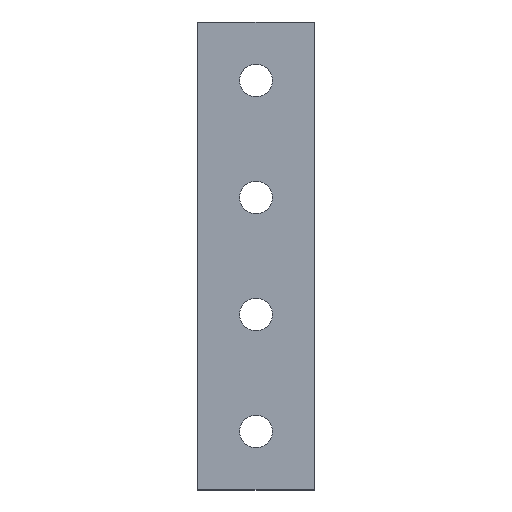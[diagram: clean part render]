
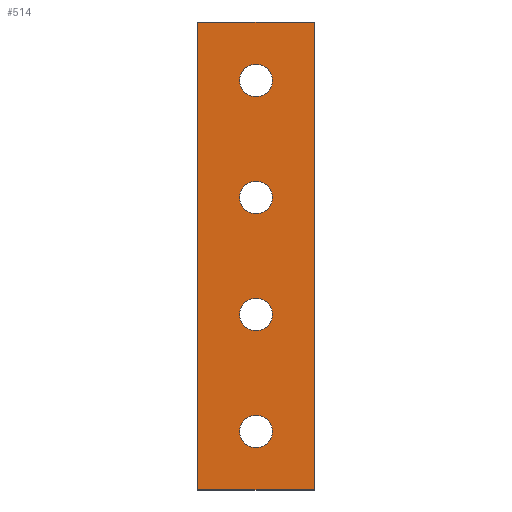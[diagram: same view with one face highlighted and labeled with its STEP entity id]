
A CAD part, top view. The second image highlights one B-rep face of the part: STEP entity #514.
In plain terms, the highlighted planar face has unit normal (0, 0, 1).
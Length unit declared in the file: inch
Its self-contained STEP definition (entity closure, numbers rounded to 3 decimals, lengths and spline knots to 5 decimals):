
#78=CARTESIAN_POINT('',(0.14,2.0,0.188));
#79=VERTEX_POINT('',#78);
#95=CARTESIAN_POINT('',(-0.14,2.0,0.188));
#96=VERTEX_POINT('',#95);
#103=CARTESIAN_POINT('',(0.0,2.0,0.188));
#104=DIRECTION('',(0.0,0.0,-1.0));
#105=DIRECTION('',(1.0,0.0,0.0));
#106=AXIS2_PLACEMENT_3D('',#103,#104,#105);
#107=CIRCLE('',#106,0.14);
#108=EDGE_CURVE('',#79,#96,#107,.T.);
#120=CARTESIAN_POINT('',(0.14,3.0,0.188));
#121=VERTEX_POINT('',#120);
#137=CARTESIAN_POINT('',(-0.14,3.0,0.188));
#138=VERTEX_POINT('',#137);
#145=CARTESIAN_POINT('',(0.0,3.0,0.188));
#146=DIRECTION('',(0.0,0.0,-1.0));
#147=DIRECTION('',(1.0,0.0,0.0));
#148=AXIS2_PLACEMENT_3D('',#145,#146,#147);
#149=CIRCLE('',#148,0.14);
#150=EDGE_CURVE('',#121,#138,#149,.T.);
#162=CARTESIAN_POINT('',(0.14,1.0,0.188));
#163=VERTEX_POINT('',#162);
#179=CARTESIAN_POINT('',(-0.14,1.0,0.188));
#180=VERTEX_POINT('',#179);
#187=CARTESIAN_POINT('',(0.0,1.0,0.188));
#188=DIRECTION('',(0.0,0.0,-1.0));
#189=DIRECTION('',(1.0,0.0,0.0));
#190=AXIS2_PLACEMENT_3D('',#187,#188,#189);
#191=CIRCLE('',#190,0.14);
#192=EDGE_CURVE('',#163,#180,#191,.T.);
#204=CARTESIAN_POINT('',(0.14,0.0,0.188));
#205=VERTEX_POINT('',#204);
#221=CARTESIAN_POINT('',(-0.14,0.,0.188));
#222=VERTEX_POINT('',#221);
#229=CARTESIAN_POINT('',(0.0,0.0,0.188));
#230=DIRECTION('',(0.0,0.0,-1.0));
#231=DIRECTION('',(1.0,0.0,0.0));
#232=AXIS2_PLACEMENT_3D('',#229,#230,#231);
#233=CIRCLE('',#232,0.14);
#234=EDGE_CURVE('',#205,#222,#233,.T.);
#245=CARTESIAN_POINT('',(0.0,0.0,0.188));
#246=DIRECTION('',(0.0,0.0,-1.0));
#247=DIRECTION('',(1.0,0.0,0.0));
#248=AXIS2_PLACEMENT_3D('',#245,#246,#247);
#249=CIRCLE('',#248,0.14);
#250=EDGE_CURVE('',#222,#205,#249,.T.);
#269=CARTESIAN_POINT('',(0.0,1.0,0.188));
#270=DIRECTION('',(0.0,0.0,-1.0));
#271=DIRECTION('',(1.0,0.0,0.0));
#272=AXIS2_PLACEMENT_3D('',#269,#270,#271);
#273=CIRCLE('',#272,0.14);
#274=EDGE_CURVE('',#180,#163,#273,.T.);
#293=CARTESIAN_POINT('',(0.0,3.0,0.188));
#294=DIRECTION('',(0.0,0.0,-1.0));
#295=DIRECTION('',(1.0,0.0,0.0));
#296=AXIS2_PLACEMENT_3D('',#293,#294,#295);
#297=CIRCLE('',#296,0.14);
#298=EDGE_CURVE('',#138,#121,#297,.T.);
#317=CARTESIAN_POINT('',(0.0,2.0,0.188));
#318=DIRECTION('',(0.0,0.0,-1.0));
#319=DIRECTION('',(1.0,0.0,0.0));
#320=AXIS2_PLACEMENT_3D('',#317,#318,#319);
#321=CIRCLE('',#320,0.14);
#322=EDGE_CURVE('',#96,#79,#321,.T.);
#340=CARTESIAN_POINT('',(-0.5,-0.5,0.188));
#341=VERTEX_POINT('',#340);
#342=CARTESIAN_POINT('',(-0.5,3.5,0.188));
#343=VERTEX_POINT('',#342);
#344=CARTESIAN_POINT('',(-0.5,-0.5,0.188));
#345=DIRECTION('',(0.0,1.0,0.0));
#346=VECTOR('',#345,4.0);
#347=LINE('',#344,#346);
#348=EDGE_CURVE('',#341,#343,#347,.T.);
#380=CARTESIAN_POINT('',(0.5,3.5,0.188));
#381=VERTEX_POINT('',#380);
#382=CARTESIAN_POINT('',(-0.5,3.5,0.188));
#383=DIRECTION('',(1.0,0.0,0.0));
#384=VECTOR('',#383,1.0);
#385=LINE('',#382,#384);
#386=EDGE_CURVE('',#343,#381,#385,.T.);
#411=CARTESIAN_POINT('',(0.5,-0.5,0.188));
#412=VERTEX_POINT('',#411);
#413=CARTESIAN_POINT('',(0.5,3.5,0.188));
#414=DIRECTION('',(0.0,-1.0,0.0));
#415=VECTOR('',#414,4.0);
#416=LINE('',#413,#415);
#417=EDGE_CURVE('',#381,#412,#416,.T.);
#442=CARTESIAN_POINT('',(0.5,-0.5,0.188));
#443=DIRECTION('',(-1.0,0.0,0.0));
#444=VECTOR('',#443,1.0);
#445=LINE('',#442,#444);
#446=EDGE_CURVE('',#412,#341,#445,.T.);
#487=CARTESIAN_POINT('',(-0.5,-0.5,0.188));
#488=DIRECTION('',(0.0,0.0,-1.0));
#489=DIRECTION('',(-1.0,0.0,0.0));
#490=AXIS2_PLACEMENT_3D('',#487,#488,#489);
#491=PLANE('',#490);
#492=ORIENTED_EDGE('',*,*,#348,.F.);
#493=ORIENTED_EDGE('',*,*,#446,.F.);
#494=ORIENTED_EDGE('',*,*,#417,.F.);
#495=ORIENTED_EDGE('',*,*,#386,.F.);
#496=EDGE_LOOP('',(#492,#493,#494,#495));
#497=FACE_OUTER_BOUND('',#496,.T.);
#498=ORIENTED_EDGE('',*,*,#234,.T.);
#499=ORIENTED_EDGE('',*,*,#250,.T.);
#500=EDGE_LOOP('',(#498,#499));
#501=FACE_BOUND('',#500,.T.);
#502=ORIENTED_EDGE('',*,*,#192,.T.);
#503=ORIENTED_EDGE('',*,*,#274,.T.);
#504=EDGE_LOOP('',(#502,#503));
#505=FACE_BOUND('',#504,.T.);
#506=ORIENTED_EDGE('',*,*,#150,.T.);
#507=ORIENTED_EDGE('',*,*,#298,.T.);
#508=EDGE_LOOP('',(#506,#507));
#509=FACE_BOUND('',#508,.T.);
#510=ORIENTED_EDGE('',*,*,#108,.T.);
#511=ORIENTED_EDGE('',*,*,#322,.T.);
#512=EDGE_LOOP('',(#510,#511));
#513=FACE_BOUND('',#512,.T.);
#514=ADVANCED_FACE('',(#497,#501,#505,#509,#513),#491,.F.);
